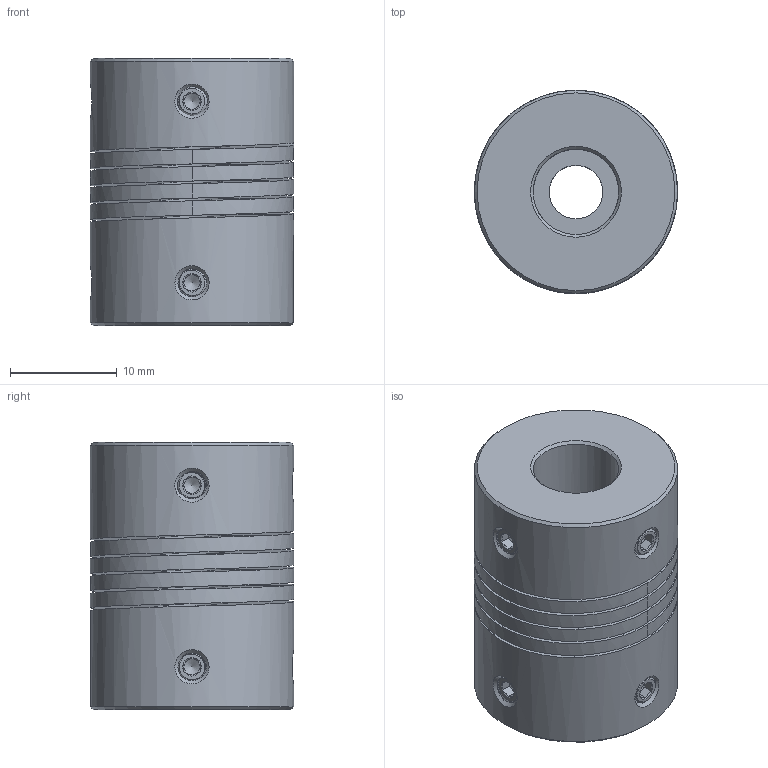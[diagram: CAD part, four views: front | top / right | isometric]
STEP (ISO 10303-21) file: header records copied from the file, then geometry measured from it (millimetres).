
FILE_DESCRIPTION(/* description */ (''),/* implementation_level */ '2;1');
FILE_NAME(/* name */ 'Flexible_Shaft_Coupling_5_to_8mm v7.step',/* time_stamp */ '2018-11-16T16:23:23+01:00',/* author */ ('kolcakmilan'),/* organization */ (''),/* preprocessor_version */ 'ST-DEVELOPER v17.2',/* originating_system */ 'Autodesk Translation Framework v7.6.0.251',/* authorisation */ '');
FILE_SCHEMA (('AUTOMOTIVE_DESIGN { 1 0 10303 214 3 1 1 }'));
Length unit declared in the file: millimetre
Products named in the file (3): Flexible_Shaft_Coupling_5_to_8mm; Component1; screw
Assembly tree (5 placements, depth 2):
  Flexible_Shaft_Coupling_5_to_8mm
    Component1
    screw  x4
Bounding box: 19 x 19 x 25 mm (x, y, z)
Volume: 5718.8 mm3; surface area: 5397.9 mm2
Topology: 5 solids, 5 shells, 356 faces, 977 edges, 626 vertices
Faces by surface type: cylinder 187, plane 69, bspline 60, cone 40
Full cylindrical faces by diameter (mm): 2.35 x28, 2.529 x44, 3 x24, 3.086 x46, 5 x1, 8 x5, 19 x5
Entity records: 19268 total; most frequent: CARTESIAN_POINT 14145, ORIENTED_EDGE 1340, EDGE_CURVE 670, DIRECTION 610, B_SPLINE_CURVE_WITH_KNOTS 443, VERTEX_POINT 440, EDGE_LOOP 238, FACE_OUTER_BOUND 230
